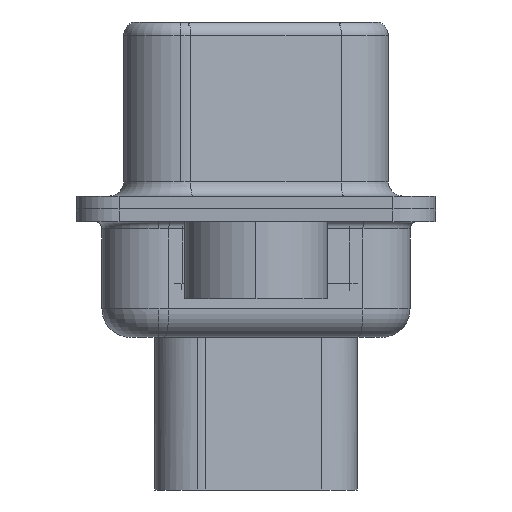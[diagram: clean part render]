
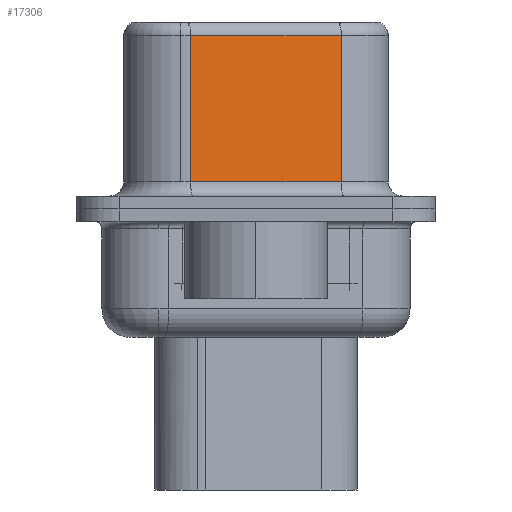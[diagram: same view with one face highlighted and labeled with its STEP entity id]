
A CAD part, left-side view. The second image highlights one B-rep face of the part: STEP entity #17306.
In plain terms, the highlighted planar face has unit normal (-0.985, -0.174, 0).
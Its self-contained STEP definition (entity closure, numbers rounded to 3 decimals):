
#239 = VECTOR ( 'NONE', #22419, 1000. ) ;
#360 = ORIENTED_EDGE ( 'NONE', *, *, #3511, .T. ) ;
#1603 = DIRECTION ( 'NONE',  ( 0.174, -0.985, 0. ) ) ;
#1683 = VERTEX_POINT ( 'NONE', #11719 ) ;
#1927 = EDGE_CURVE ( 'NONE', #18194, #13130, #18032, .T. ) ;
#3367 = LINE ( 'NONE', #26496, #6168 ) ;
#3511 = EDGE_CURVE ( 'NONE', #1683, #13130, #17067, .T. ) ;
#3584 = CARTESIAN_POINT ( 'NONE',  ( 4.551, -2.987, 0.95 ) ) ;
#4387 = DIRECTION ( 'NONE',  ( 0.985, 0.174, 0. ) ) ;
#5621 = VECTOR ( 'NONE', #26676, 1000. ) ;
#5751 = ORIENTED_EDGE ( 'NONE', *, *, #17442, .T. ) ;
#6168 = VECTOR ( 'NONE', #15743, 1000. ) ;
#6928 = ORIENTED_EDGE ( 'NONE', *, *, #20002, .T. ) ;
#10672 = CARTESIAN_POINT ( 'NONE',  ( 4.551, -2.987, 0.95 ) ) ;
#11719 = CARTESIAN_POINT ( 'NONE',  ( 3.62, 2.293, 0.95 ) ) ;
#11777 = ORIENTED_EDGE ( 'NONE', *, *, #1927, .F. ) ;
#13130 = VERTEX_POINT ( 'NONE', #10672 ) ;
#13327 = FACE_OUTER_BOUND ( 'NONE', #23359, .T. ) ;
#13476 = CARTESIAN_POINT ( 'NONE',  ( 3.62, 2.293, 6.07 ) ) ;
#13598 = AXIS2_PLACEMENT_3D ( 'NONE', #23817, #4387, #24098 ) ;
#15743 = DIRECTION ( 'NONE',  ( -0.174, 0.985, 0. ) ) ;
#17067 = LINE ( 'NONE', #3584, #24167 ) ;
#17306 = ADVANCED_FACE ( 'NONE', ( #13327 ), #25940, .F. ) ;
#17442 = EDGE_CURVE ( 'NONE', #18194, #21598, #3367, .T. ) ;
#17765 = CARTESIAN_POINT ( 'NONE',  ( 4.551, -2.987, 6.57 ) ) ;
#18032 = LINE ( 'NONE', #17765, #239 ) ;
#18194 = VERTEX_POINT ( 'NONE', #26846 ) ;
#20002 = EDGE_CURVE ( 'NONE', #21598, #1683, #24693, .T. ) ;
#21598 = VERTEX_POINT ( 'NONE', #13476 ) ;
#22419 = DIRECTION ( 'NONE',  ( 0., 0., -1. ) ) ;
#22429 = CARTESIAN_POINT ( 'NONE',  ( 3.62, 2.293, 6.57 ) ) ;
#23359 = EDGE_LOOP ( 'NONE', ( #11777, #5751, #6928, #360 ) ) ;
#23817 = CARTESIAN_POINT ( 'NONE',  ( 4.551, -2.987, 6.57 ) ) ;
#24098 = DIRECTION ( 'NONE',  ( -0.174, 0.985, 0. ) ) ;
#24167 = VECTOR ( 'NONE', #1603, 1000. ) ;
#24693 = LINE ( 'NONE', #22429, #5621 ) ;
#25940 = PLANE ( 'NONE',  #13598 ) ;
#26496 = CARTESIAN_POINT ( 'NONE',  ( 4.551, -2.987, 6.07 ) ) ;
#26676 = DIRECTION ( 'NONE',  ( 0., 0., -1. ) ) ;
#26846 = CARTESIAN_POINT ( 'NONE',  ( 4.551, -2.987, 6.07 ) ) ;
